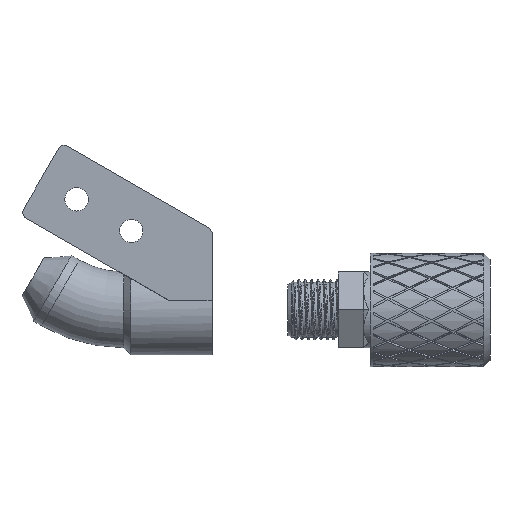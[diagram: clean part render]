
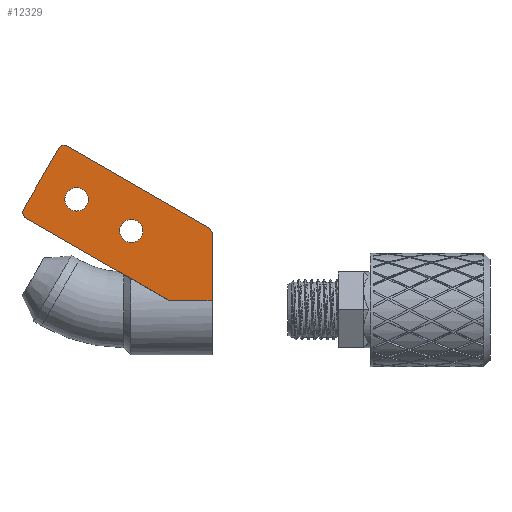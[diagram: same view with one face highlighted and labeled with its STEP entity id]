
A CAD part, front view. The second image highlights one B-rep face of the part: STEP entity #12329.
In plain terms, the highlighted planar face has unit normal (0, -1, 0).
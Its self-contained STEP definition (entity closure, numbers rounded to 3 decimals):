
#2191=FACE_BOUND('',#3286,.T.);
#2192=FACE_BOUND('',#3287,.T.);
#2258=PLANE('',#13146);
#2504=FACE_OUTER_BOUND('',#3285,.T.);
#3285=EDGE_LOOP('',(#8237,#8238,#8239,#8240,#8241,#8242,#8243,#8244));
#3286=EDGE_LOOP('',(#8245));
#3287=EDGE_LOOP('',(#8246));
#4097=LINE('',#14913,#4262);
#4112=LINE('',#15022,#4277);
#4128=LINE('',#15073,#4293);
#4130=LINE('',#15077,#4295);
#4131=LINE('',#15079,#4296);
#4132=LINE('',#15083,#4297);
#4262=VECTOR('',#13662,10.);
#4277=VECTOR('',#13719,10.);
#4293=VECTOR('',#13775,10.);
#4295=VECTOR('',#13779,10.);
#4296=VECTOR('',#13780,10.);
#4297=VECTOR('',#13783,10.);
#4449=CIRCLE('',#13147,1.);
#4450=CIRCLE('',#13148,1.);
#4451=CIRCLE('',#13149,1.85);
#4452=CIRCLE('',#13150,1.85);
#4674=VERTEX_POINT('',#14910);
#4675=VERTEX_POINT('',#14912);
#4702=VERTEX_POINT('',#15021);
#4717=VERTEX_POINT('',#15072);
#4718=VERTEX_POINT('',#15076);
#4719=VERTEX_POINT('',#15078);
#4720=VERTEX_POINT('',#15080);
#4721=VERTEX_POINT('',#15082);
#4722=VERTEX_POINT('',#15085);
#4723=VERTEX_POINT('',#15087);
#6038=EDGE_CURVE('',#4674,#4675,#4097,.T.);
#6074=EDGE_CURVE('',#4675,#4702,#4112,.T.);
#6099=EDGE_CURVE('',#4702,#4717,#4128,.T.);
#6101=EDGE_CURVE('',#4718,#4674,#4130,.T.);
#6102=EDGE_CURVE('',#4719,#4718,#4131,.T.);
#6103=EDGE_CURVE('',#4720,#4719,#4449,.T.);
#6104=EDGE_CURVE('',#4721,#4720,#4132,.T.);
#6105=EDGE_CURVE('',#4717,#4721,#4450,.T.);
#6106=EDGE_CURVE('',#4722,#4722,#4451,.F.);
#6107=EDGE_CURVE('',#4723,#4723,#4452,.F.);
#8237=ORIENTED_EDGE('',*,*,#6074,.F.);
#8238=ORIENTED_EDGE('',*,*,#6038,.F.);
#8239=ORIENTED_EDGE('',*,*,#6101,.F.);
#8240=ORIENTED_EDGE('',*,*,#6102,.F.);
#8241=ORIENTED_EDGE('',*,*,#6103,.F.);
#8242=ORIENTED_EDGE('',*,*,#6104,.F.);
#8243=ORIENTED_EDGE('',*,*,#6105,.F.);
#8244=ORIENTED_EDGE('',*,*,#6099,.F.);
#8245=ORIENTED_EDGE('',*,*,#6106,.F.);
#8246=ORIENTED_EDGE('',*,*,#6107,.F.);
#12329=ADVANCED_FACE('',(#2504,#2191,#2192),#2258,.F.);
#13146=AXIS2_PLACEMENT_3D('',#15075,#13777,#13778);
#13147=AXIS2_PLACEMENT_3D('',#15081,#13781,#13782);
#13148=AXIS2_PLACEMENT_3D('',#15084,#13784,#13785);
#13149=AXIS2_PLACEMENT_3D('',#15086,#13786,#13787);
#13150=AXIS2_PLACEMENT_3D('',#15088,#13788,#13789);
#13662=DIRECTION('',(0.,0.,-1.));
#13719=DIRECTION('',(-1.,0.,0.));
#13775=DIRECTION('',(-0.866,0.,0.5));
#13777=DIRECTION('center_axis',(0.,1.,0.));
#13778=DIRECTION('ref_axis',(-0.866,0.,0.5));
#13779=DIRECTION('',(0.5,0.,-0.866));
#13780=DIRECTION('',(0.866,0.,-0.5));
#13781=DIRECTION('center_axis',(0.,1.,0.));
#13782=DIRECTION('ref_axis',(-0.259,0.,0.966));
#13783=DIRECTION('',(0.5,0.,0.866));
#13784=DIRECTION('center_axis',(0.,1.,0.));
#13785=DIRECTION('ref_axis',(-0.966,0.,-0.259));
#13786=DIRECTION('center_axis',(0.,1.,0.));
#13787=DIRECTION('ref_axis',(1.,0.,0.));
#13788=DIRECTION('center_axis',(0.,1.,0.));
#13789=DIRECTION('ref_axis',(1.,0.,0.));
#14910=CARTESIAN_POINT('',(2.,-7.,-9.823));
#14912=CARTESIAN_POINT('',(2.,-7.,-20.542));
#14913=CARTESIAN_POINT('',(2.,-7.,-16.413));
#15021=CARTESIAN_POINT('',(-4.808,-7.,-20.542));
#15022=CARTESIAN_POINT('',(2.,-7.,-20.542));
#15072=CARTESIAN_POINT('',(-27.501,-7.,-7.441));
#15073=CARTESIAN_POINT('',(-7.493,-7.,-18.992));
#15075=CARTESIAN_POINT('Origin',(-36.074,-7.,3.029));
#15076=CARTESIAN_POINT('',(1.567,-7.,-9.073));
#15077=CARTESIAN_POINT('',(0.604,-7.,-7.406));
#15078=CARTESIAN_POINT('',(-20.941,-7.,3.922));
#15079=CARTESIAN_POINT('',(-5.493,-7.,-4.997));
#15080=CARTESIAN_POINT('',(-22.307,-7.,3.556));
#15081=CARTESIAN_POINT('Origin',(-21.441,-7.,3.056));
#15082=CARTESIAN_POINT('',(-27.867,-7.,-6.075));
#15083=CARTESIAN_POINT('',(-25.842,-7.,-2.567));
#15084=CARTESIAN_POINT('Origin',(-27.001,-7.,-6.575));
#15085=CARTESIAN_POINT('',(-21.308,-7.,-4.509));
#15086=CARTESIAN_POINT('Origin',(-19.458,-7.,-4.509));
#15087=CARTESIAN_POINT('',(-12.645,-7.,-9.511));
#15088=CARTESIAN_POINT('Origin',(-10.795,-7.,-9.511));
